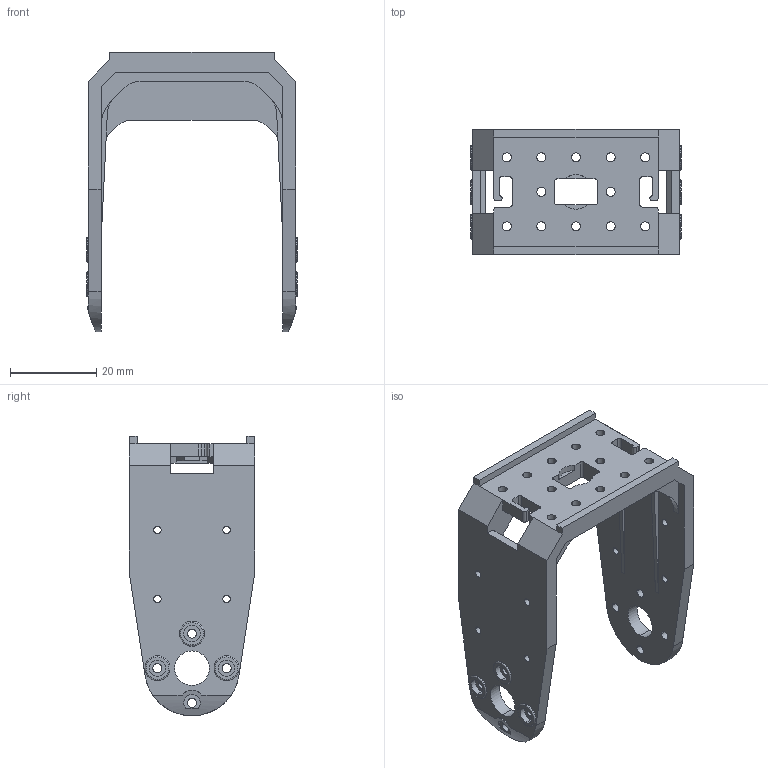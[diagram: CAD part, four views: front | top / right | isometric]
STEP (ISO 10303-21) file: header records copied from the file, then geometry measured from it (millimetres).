
FILE_DESCRIPTION((''),'2;1');
FILE_NAME('F4','2010-04-09T',('JANG WOOK'),(''),'PRO/ENGINEER BY PARAMETRIC TECHNOLOGY CORPORATION, 2009060','PRO/ENGINEER BY PARAMETRIC TECHNOLOGY CORPORATION, 2009060','');
FILE_SCHEMA(('CONFIG_CONTROL_DESIGN'));
Length unit declared in the file: millimetre
Products named in the file (1): F4
Bounding box: 48.8 x 29 x 64.69 mm (x, y, z)
Volume: 13155.3 mm3; surface area: 12425 mm2
Topology: 1 solids, 1 shells, 417 faces, 1177 edges, 778 vertices
Faces by surface type: plane 279, cylinder 126, torus 12
Entity records: 13692 total; most frequent: CARTESIAN_POINT 2481, ORIENTED_EDGE 2354, DIRECTION 2267, EDGE_CURVE 1177, VECTOR 893, LINE 893, VERTEX_POINT 778, AXIS2_PLACEMENT_3D 687
